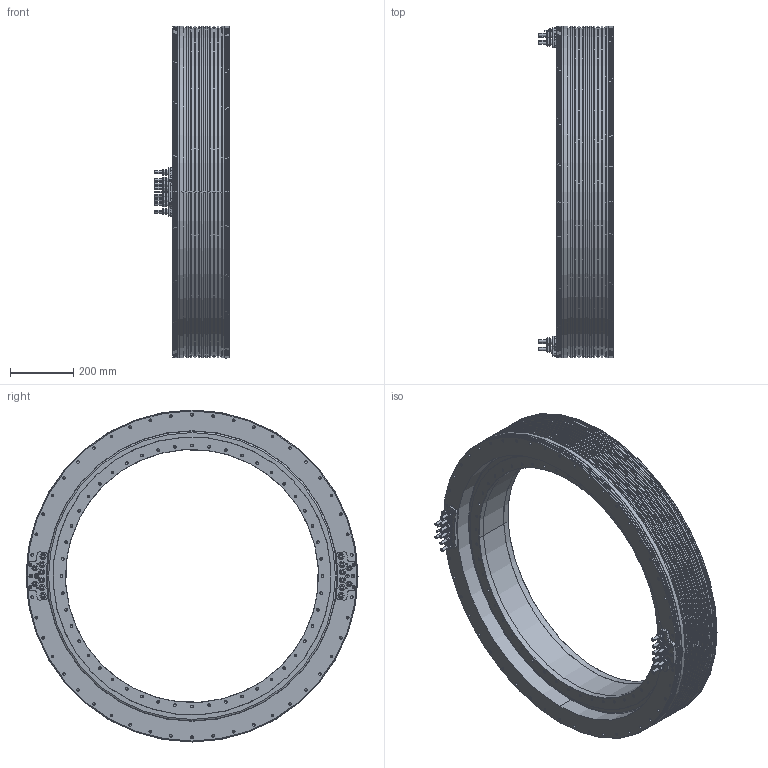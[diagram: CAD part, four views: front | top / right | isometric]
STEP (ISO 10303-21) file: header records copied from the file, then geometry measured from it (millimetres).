
FILE_DESCRIPTION((''),'2;1');
FILE_NAME('MOTEUR_TMK0991-100-3UZN-U_ASM','2012-12-18T',('CH52035'),(''),'PRO/ENGINEER BY PARAMETRIC TECHNOLOGY CORPORATION, 2011410','PRO/ENGINEER BY PARAMETRIC TECHNOLOGY CORPORATION, 2011410','');
FILE_SCHEMA(('CONFIG_CONTROL_DESIGN','SHAPE_APPEARANCE_LAYERS_GROUPS'));
Length unit declared in the file: millimetre
Products named in the file (3): STATOR_TMK0991-100-3UZN-U; ROTOR_TMK0991-100; MOTEUR_TMK0991-100-3UZN-U_ASM
Assembly tree (2 placements, depth 2):
  MOTEUR_TMK0991-100-3UZN-U_ASM
    STATOR_TMK0991-100-3UZN-U
    ROTOR_TMK0991-100
Bounding box: 237.2 x 1050.5 x 1050.5 mm (x, y, z)
Volume: 56142806 mm3; surface area: 3299511.3 mm2
Topology: 2 solids, 29 shells, 2497 faces, 6008 edges, 3520 vertices
Faces by surface type: cylinder 1016, plane 855, cone 538, torus 84, sphere 4
Entity records: 71580 total; most frequent: DIRECTION 13315, CARTESIAN_POINT 11718, ORIENTED_EDGE 11192, EDGE_CURVE 5596, AXIS2_PLACEMENT_3D 5233, VERTEX_POINT 3520, EDGE_LOOP 2920, VECTOR 2849
